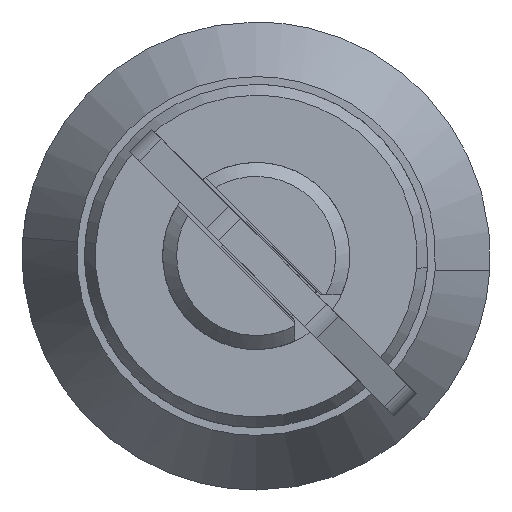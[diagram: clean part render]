
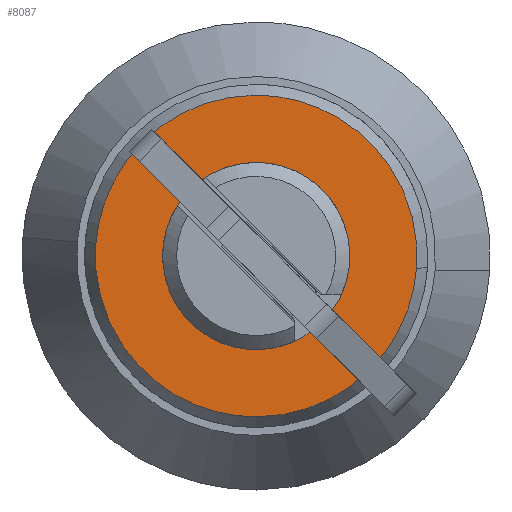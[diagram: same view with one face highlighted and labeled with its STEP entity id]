
A CAD part, front view. The second image highlights one B-rep face of the part: STEP entity #8087.
In plain terms, the highlighted free-form (B-spline) face has degree [1, 1] with [2, 2] control points.
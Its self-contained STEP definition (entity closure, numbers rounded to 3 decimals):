
#6412=CARTESIAN_POINT('',(-8.6,-5.958,-0.708));
#6413=VERTEX_POINT('',#6412);
#6419=CARTESIAN_POINT('',(-8.6,0.,6.));
#6420=VERTEX_POINT('',#6419);
#6421=CARTESIAN_POINT('',(-8.6,-5.958,-0.708));
#6422=CARTESIAN_POINT('',(-8.6,-6.,-0.355));
#6423=CARTESIAN_POINT('',(-8.6,-6.,0.));
#6424=CARTESIAN_POINT('',(-8.6,-6.,6.));
#6425=CARTESIAN_POINT('',(-8.6,0.,6.));
#6433=(BOUNDED_CURVE()B_SPLINE_CURVE(2,(#6421,#6422,#6423,#6424,#6425),.UNSPECIFIED.,.F.,.U.)B_SPLINE_CURVE_WITH_KNOTS((3,2,3),(0.23,0.25,0.5),.UNSPECIFIED.)CURVE()GEOMETRIC_REPRESENTATION_ITEM()RATIONAL_B_SPLINE_CURVE((0.956,0.976,1.0,0.707,1.0))REPRESENTATION_ITEM(''));
#6434=EDGE_CURVE('',#6413,#6420,#6433,.T.);
#6436=CARTESIAN_POINT('',(-8.6,5.989,0.366));
#6437=VERTEX_POINT('',#6436);
#6438=CARTESIAN_POINT('',(-8.6,0.,6.));
#6439=CARTESIAN_POINT('',(-8.6,5.644,6.));
#6440=CARTESIAN_POINT('',(-8.6,5.989,0.366));
#6448=(BOUNDED_CURVE()B_SPLINE_CURVE(2,(#6438,#6439,#6440),.UNSPECIFIED.,.F.,.U.)B_SPLINE_CURVE_WITH_KNOTS((3,3),(0.5,0.739),.UNSPECIFIED.)CURVE()GEOMETRIC_REPRESENTATION_ITEM()RATIONAL_B_SPLINE_CURVE((1.0,0.72,0.976))REPRESENTATION_ITEM(''));
#6449=EDGE_CURVE('',#6420,#6437,#6448,.T.);
#6523=CARTESIAN_POINT('',(-8.6,0.,-6.));
#6524=VERTEX_POINT('',#6523);
#6525=CARTESIAN_POINT('',(-8.6,5.989,0.366));
#6526=CARTESIAN_POINT('',(-8.6,6.,0.183));
#6527=CARTESIAN_POINT('',(-8.6,6.,0.));
#6528=CARTESIAN_POINT('',(-8.6,6.,-6.));
#6529=CARTESIAN_POINT('',(-8.6,0.,-6.));
#6537=(BOUNDED_CURVE()B_SPLINE_CURVE(2,(#6525,#6526,#6527,#6528,#6529),.UNSPECIFIED.,.F.,.U.)B_SPLINE_CURVE_WITH_KNOTS((3,2,3),(0.739,0.75,1.0),.UNSPECIFIED.)CURVE()GEOMETRIC_REPRESENTATION_ITEM()RATIONAL_B_SPLINE_CURVE((0.976,0.988,1.0,0.707,1.0))REPRESENTATION_ITEM(''));
#6538=EDGE_CURVE('',#6437,#6524,#6537,.T.);
#6540=CARTESIAN_POINT('',(-8.6,0.,-6.));
#6541=CARTESIAN_POINT('',(-8.6,-5.329,-6.));
#6542=CARTESIAN_POINT('',(-8.6,-5.958,-0.708));
#6550=(BOUNDED_CURVE()B_SPLINE_CURVE(2,(#6540,#6541,#6542),.UNSPECIFIED.,.F.,.U.)B_SPLINE_CURVE_WITH_KNOTS((3,3),(0.0,0.23),.UNSPECIFIED.)CURVE()GEOMETRIC_REPRESENTATION_ITEM()RATIONAL_B_SPLINE_CURVE((1.0,0.731,0.956))REPRESENTATION_ITEM(''));
#6551=EDGE_CURVE('',#6524,#6413,#6550,.T.);
#6982=CARTESIAN_POINT('',(-8.6,0.0,10.307));
#6983=VERTEX_POINT('',#6982);
#6984=CARTESIAN_POINT('',(-8.6,10.275,0.809));
#6985=VERTEX_POINT('',#6984);
#6986=CARTESIAN_POINT('',(-8.6,0.0,10.307));
#6987=CARTESIAN_POINT('',(-8.6,9.528,10.307));
#6988=CARTESIAN_POINT('',(-8.6,10.275,0.809));
#6996=(BOUNDED_CURVE()B_SPLINE_CURVE(2,(#6986,#6987,#6988),.UNSPECIFIED.,.F.,.U.)B_SPLINE_CURVE_WITH_KNOTS((3,3),(0.0,0.236),.UNSPECIFIED.)CURVE()GEOMETRIC_REPRESENTATION_ITEM()RATIONAL_B_SPLINE_CURVE((1.0,0.723,0.97))REPRESENTATION_ITEM(''));
#6997=EDGE_CURVE('',#6983,#6985,#6996,.T.);
#6999=CARTESIAN_POINT('',(-8.6,-10.275,-0.809));
#7000=VERTEX_POINT('',#6999);
#7001=CARTESIAN_POINT('',(-8.6,-10.275,-0.809));
#7002=CARTESIAN_POINT('',(-8.6,-10.307,-0.405));
#7003=CARTESIAN_POINT('',(-8.6,-10.307,0.));
#7004=CARTESIAN_POINT('',(-8.6,-10.307,10.307));
#7005=CARTESIAN_POINT('',(-8.6,0.0,10.307));
#7013=(BOUNDED_CURVE()B_SPLINE_CURVE(2,(#7001,#7002,#7003,#7004,#7005),.UNSPECIFIED.,.F.,.U.)B_SPLINE_CURVE_WITH_KNOTS((3,2,3),(0.736,0.75,1.0),.UNSPECIFIED.)CURVE()GEOMETRIC_REPRESENTATION_ITEM()RATIONAL_B_SPLINE_CURVE((0.97,0.984,1.0,0.707,1.0))REPRESENTATION_ITEM(''));
#7014=EDGE_CURVE('',#7000,#6983,#7013,.T.);
#7053=CARTESIAN_POINT('',(-8.6,0.0,-10.307));
#7054=VERTEX_POINT('',#7053);
#7055=CARTESIAN_POINT('',(-8.6,10.275,0.809));
#7056=CARTESIAN_POINT('',(-8.6,10.307,0.405));
#7057=CARTESIAN_POINT('',(-8.6,10.307,0.));
#7058=CARTESIAN_POINT('',(-8.6,10.307,-10.307));
#7059=CARTESIAN_POINT('',(-8.6,0.0,-10.307));
#7067=(BOUNDED_CURVE()B_SPLINE_CURVE(2,(#7055,#7056,#7057,#7058,#7059),.UNSPECIFIED.,.F.,.U.)B_SPLINE_CURVE_WITH_KNOTS((3,2,3),(0.236,0.25,0.5),.UNSPECIFIED.)CURVE()GEOMETRIC_REPRESENTATION_ITEM()RATIONAL_B_SPLINE_CURVE((0.97,0.984,1.0,0.707,1.0))REPRESENTATION_ITEM(''));
#7068=EDGE_CURVE('',#6985,#7054,#7067,.T.);
#7075=CARTESIAN_POINT('',(-8.6,0.0,-10.307));
#7076=CARTESIAN_POINT('',(-8.6,-9.528,-10.307));
#7077=CARTESIAN_POINT('',(-8.6,-10.275,-0.809));
#7085=(BOUNDED_CURVE()B_SPLINE_CURVE(2,(#7075,#7076,#7077),.UNSPECIFIED.,.F.,.U.)B_SPLINE_CURVE_WITH_KNOTS((3,3),(0.5,0.736),.UNSPECIFIED.)CURVE()GEOMETRIC_REPRESENTATION_ITEM()RATIONAL_B_SPLINE_CURVE((1.0,0.723,0.97))REPRESENTATION_ITEM(''));
#7086=EDGE_CURVE('',#7054,#7000,#7085,.T.);
#8070=CARTESIAN_POINT('',(-8.6,-11.334,11.337));
#8071=CARTESIAN_POINT('',(-8.6,-11.334,-11.337));
#8072=CARTESIAN_POINT('',(-8.6,11.334,11.337));
#8073=CARTESIAN_POINT('',(-8.6,11.334,-11.337));
#8074=B_SPLINE_SURFACE_WITH_KNOTS('',1,1,((#8070,#8072),(#8071,#8073)),.UNSPECIFIED.,.F.,.F.,.U.,(2,2),(2,2),(0.0,22.674),(0.0,22.667),.UNSPECIFIED.);
#8075=ORIENTED_EDGE('',*,*,#6997,.T.);
#8076=ORIENTED_EDGE('',*,*,#7068,.T.);
#8077=ORIENTED_EDGE('',*,*,#7086,.T.);
#8078=ORIENTED_EDGE('',*,*,#7014,.T.);
#8079=EDGE_LOOP('',(#8075,#8076,#8077,#8078));
#8080=FACE_OUTER_BOUND('',#8079,.T.);
#8081=ORIENTED_EDGE('',*,*,#6449,.F.);
#8082=ORIENTED_EDGE('',*,*,#6434,.F.);
#8083=ORIENTED_EDGE('',*,*,#6551,.F.);
#8084=ORIENTED_EDGE('',*,*,#6538,.F.);
#8085=EDGE_LOOP('',(#8081,#8082,#8083,#8084));
#8086=FACE_BOUND('',#8085,.T.);
#8087=ADVANCED_FACE('',(#8080,#8086),#8074,.F.);
